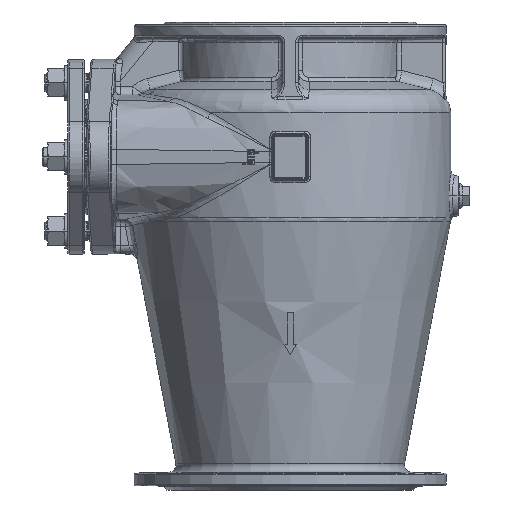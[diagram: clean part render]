
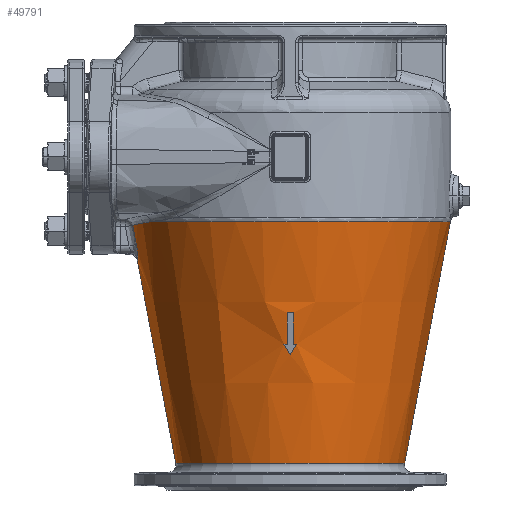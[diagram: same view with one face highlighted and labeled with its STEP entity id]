
A CAD part, front view. The second image highlights one B-rep face of the part: STEP entity #49791.
In plain terms, the highlighted conical face has half-angle 10.748 degrees and reference radius 176.061 mm.
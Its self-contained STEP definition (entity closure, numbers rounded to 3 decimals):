
#16791=DIRECTION('',(0.186,0.,0.982));
#16792=VECTOR('',#16791,315.444);
#16793=CARTESIAN_POINT('',(146.648,0.,
-392.683));
#16794=LINE('',#16793,#16792);
#16826=CARTESIAN_POINT('',(-195.914,0.,
-133.135));
#16832=DIRECTION('',(-0.186,0.,0.982));
#16833=VECTOR('',#16832,264.182);
#16834=CARTESIAN_POINT('',(-146.648,0.,
-392.683));
#16835=LINE('',#16834,#16833);
#17295=CARTESIAN_POINT('',(0.,0.,-392.683));
#17296=DIRECTION('',(0.,0.,1.));
#17297=DIRECTION('',(-1.,0.,0.));
#17298=AXIS2_PLACEMENT_3D('',#17295,#17296,#17297);
#17300=CARTESIAN_POINT('',(-195.415,-16.769,
-131.982));
#17301=CARTESIAN_POINT('',(-195.581,-13.978,
-132.367));
#17302=CARTESIAN_POINT('',(-195.831,-8.392,
-132.943));
#17303=CARTESIAN_POINT('',(-195.914,-2.798,
-133.135));
#17304=CARTESIAN_POINT('',(-195.914,0.,
-133.135));
#17306=CARTESIAN_POINT('',(-197.094,-33.36,
-112.153));
#17307=CARTESIAN_POINT('',(-196.768,-33.358,
-113.845));
#17308=CARTESIAN_POINT('',(-196.21,-32.958,
-117.099));
#17309=CARTESIAN_POINT('',(-195.605,-31.236,
-121.729));
#17310=CARTESIAN_POINT('',(-195.259,-28.569,
-125.673));
#17311=CARTESIAN_POINT('',(-195.133,-25.148,
-128.813));
#17312=CARTESIAN_POINT('',(-195.192,-21.115,
-131.017));
#17313=CARTESIAN_POINT('',(-195.326,-18.26,
-131.776));
#17314=CARTESIAN_POINT('',(-195.415,-16.769,
-131.982));
#17316=CARTESIAN_POINT('',(-201.819,-33.396,
-87.568));
#17317=CARTESIAN_POINT('',(-201.297,-33.392,
-90.286));
#17318=CARTESIAN_POINT('',(-200.25,-33.384,
-95.731));
#17319=CARTESIAN_POINT('',(-198.675,-33.373,
-103.925));
#17320=CARTESIAN_POINT('',(-197.622,-33.364,
-109.407));
#17321=CARTESIAN_POINT('',(-197.094,-33.36,
-112.153));
#17323=CARTESIAN_POINT('',(-178.032,-102.587,
-82.773));
#17324=CARTESIAN_POINT('',(-180.543,-98.049,
-83.248));
#17325=CARTESIAN_POINT('',(-185.148,-88.93,
-84.139));
#17326=CARTESIAN_POINT('',(-190.858,-75.286,
-85.281));
#17327=CARTESIAN_POINT('',(-195.491,-61.654,
-86.233));
#17328=CARTESIAN_POINT('',(-199.182,-47.813,
-87.006));
#17329=CARTESIAN_POINT('',(-201.049,-38.24,
-87.403));
#17330=CARTESIAN_POINT('',(-201.819,-33.396,
-87.568));
#17332=CARTESIAN_POINT('',(0.,0.,-82.773));
#17333=DIRECTION('',(0.,0.,1.));
#17334=DIRECTION('',(-0.866,-0.499,0.));
#17335=AXIS2_PLACEMENT_3D('',#17332,#17333,#17334);
#17337=CARTESIAN_POINT('',(0.,0.,-200.));
#17338=DIRECTION('',(0.,0.,1.));
#17339=DIRECTION('',(-0.022,-1.,0.));
#17340=AXIS2_PLACEMENT_3D('',#17337,#17338,#17339);
#17342=CARTESIAN_POINT('',(-4.,-175.584,-240.));
#17343=CARTESIAN_POINT('',(-4.,-176.846,-233.356));
#17344=CARTESIAN_POINT('',(-4.,-179.373,-220.045));
#17345=CARTESIAN_POINT('',(-4.,-181.909,-206.689));
#17346=CARTESIAN_POINT('',(-4.,-183.179,-200.));
#17348=CARTESIAN_POINT('',(0.,0.,-240.));
#17349=DIRECTION('',(0.,0.,1.));
#17350=DIRECTION('',(-0.046,-0.999,0.));
#17351=AXIS2_PLACEMENT_3D('',#17348,#17349,#17350);
#17353=CARTESIAN_POINT('',(-8.,-175.447,-240.));
#17354=CARTESIAN_POINT('',(-5.329,-174.69,
-244.627));
#17355=CARTESIAN_POINT('',(-2.662,-173.875,
-249.245));
#17356=CARTESIAN_POINT('',(0.,-172.999,
-253.856));
#17358=CARTESIAN_POINT('',(0.,-172.999,
-253.856));
#17359=CARTESIAN_POINT('',(2.662,-173.875,
-249.245));
#17360=CARTESIAN_POINT('',(5.329,-174.69,
-244.627));
#17361=CARTESIAN_POINT('',(8.,-175.447,-240.));
#17363=CARTESIAN_POINT('',(0.,0.,-240.));
#17364=DIRECTION('',(0.,0.,1.));
#17365=DIRECTION('',(0.023,-1.,0.));
#17366=AXIS2_PLACEMENT_3D('',#17363,#17364,#17365);
#17368=CARTESIAN_POINT('',(4.,-183.179,-200.));
#17369=CARTESIAN_POINT('',(4.,-181.909,-206.689));
#17370=CARTESIAN_POINT('',(4.,-179.373,-220.045));
#17371=CARTESIAN_POINT('',(4.,-176.846,-233.356));
#17372=CARTESIAN_POINT('',(4.,-175.584,-240.));
#23379=CARTESIAN_POINT('',(-4.,-183.179,-200.));
#23380=CARTESIAN_POINT('',(4.,-183.179,-200.));
#23381=VERTEX_POINT('',#23379);
#23382=VERTEX_POINT('',#23380);
#23383=VERTEX_POINT('',#17372);
#23384=CARTESIAN_POINT('',(8.,-175.447,-240.));
#23385=VERTEX_POINT('',#23384);
#23386=VERTEX_POINT('',#17358);
#23387=VERTEX_POINT('',#17353);
#23388=CARTESIAN_POINT('',(-4.,-175.584,-240.));
#23389=VERTEX_POINT('',#23388);
#26044=VERTEX_POINT('',#16826);
#26046=VERTEX_POINT('',#17300);
#26048=VERTEX_POINT('',#17306);
#26050=VERTEX_POINT('',#17316);
#26054=VERTEX_POINT('',#17323);
#26059=CARTESIAN_POINT('',(205.474,0.,
-82.773));
#26060=VERTEX_POINT('',#26059);
#26248=CARTESIAN_POINT('',(-146.648,0.,-392.683));
#26249=CARTESIAN_POINT('',(146.648,0.,
-392.683));
#26250=VERTEX_POINT('',#26248);
#26251=VERTEX_POINT('',#26249);
#49757=CARTESIAN_POINT('',(0.,0.,-237.728));
#49758=DIRECTION('',(0.,0.,1.));
#49759=DIRECTION('',(-1.,0.,0.));
#49760=AXIS2_PLACEMENT_3D('',#49757,#49758,#49759);
#49761=CONICAL_SURFACE('',#49760,176.061,10.748);
#49762=ORIENTED_EDGE('',*,*,#49751,.F.);
#49763=ORIENTED_EDGE('',*,*,#49589,.T.);
#49764=ORIENTED_EDGE('',*,*,#48290,.F.);
#49765=ORIENTED_EDGE('',*,*,#48341,.F.);
#49767=ORIENTED_EDGE('',*,*,#49766,.F.);
#49769=ORIENTED_EDGE('',*,*,#49768,.F.);
#49771=ORIENTED_EDGE('',*,*,#49770,.T.);
#49772=ORIENTED_EDGE('',*,*,#49581,.F.);
#49773=EDGE_LOOP('',(#49762,#49763,#49764,#49765,#49767,#49769,#49771,#49772));
#49774=FACE_OUTER_BOUND('',#49773,.F.);
#49776=ORIENTED_EDGE('',*,*,#49775,.F.);
#49778=ORIENTED_EDGE('',*,*,#49777,.F.);
#49780=ORIENTED_EDGE('',*,*,#49779,.F.);
#49782=ORIENTED_EDGE('',*,*,#49781,.T.);
#49784=ORIENTED_EDGE('',*,*,#49783,.T.);
#49786=ORIENTED_EDGE('',*,*,#49785,.F.);
#49788=ORIENTED_EDGE('',*,*,#49787,.F.);
#49789=EDGE_LOOP('',(#49776,#49778,#49780,#49782,#49784,#49786,#49788));
#49790=FACE_BOUND('',#49789,.F.);
#17299=CIRCLE('',#17298,146.648);
#17305=B_SPLINE_CURVE_WITH_KNOTS('',3,(#17300,#17301,#17302,#17303,#17304),
.UNSPECIFIED.,.F.,.F.,(4,1,4),(0.,0.5,1.),.UNSPECIFIED.);
#17315=B_SPLINE_CURVE_WITH_KNOTS('',3,(#17306,#17307,#17308,#17309,#17310,
#17311,#17312,#17313,#17314),.UNSPECIFIED.,.F.,.F.,(4,1,1,1,1,1,4),(0.,
0.167,0.333,0.5,0.667,0.833,
1.),.UNSPECIFIED.);
#17322=B_SPLINE_CURVE_WITH_KNOTS('',3,(#17316,#17317,#17318,#17319,#17320,
#17321),.UNSPECIFIED.,.F.,.F.,(4,1,1,4),(0.,0.333,
0.667,1.),.UNSPECIFIED.);
#17331=B_SPLINE_CURVE_WITH_KNOTS('',3,(#17323,#17324,#17325,#17326,#17327,
#17328,#17329,#17330),.UNSPECIFIED.,.F.,.F.,(4,1,1,1,1,4),(0.,0.2,0.4,
0.6,0.8,1.),.UNSPECIFIED.);
#17336=CIRCLE('',#17335,205.474);
#17341=CIRCLE('',#17340,183.222);
#17347=B_SPLINE_CURVE_WITH_KNOTS('',3,(#17342,#17343,#17344,#17345,#17346),
.UNSPECIFIED.,.F.,.F.,(4,1,4),(0.,0.5,1.),.UNSPECIFIED.);
#17352=CIRCLE('',#17351,175.63);
#17357=B_SPLINE_CURVE_WITH_KNOTS('',3,(#17353,#17354,#17355,#17356),
.UNSPECIFIED.,.F.,.F.,(4,4),(0.,1.),.UNSPECIFIED.);
#17362=B_SPLINE_CURVE_WITH_KNOTS('',3,(#17358,#17359,#17360,#17361),
.UNSPECIFIED.,.F.,.F.,(4,4),(0.,1.),.UNSPECIFIED.);
#17367=CIRCLE('',#17366,175.63);
#17373=B_SPLINE_CURVE_WITH_KNOTS('',3,(#17368,#17369,#17370,#17371,#17372),
.UNSPECIFIED.,.F.,.F.,(4,1,4),(0.,0.5,1.),.UNSPECIFIED.);
#48290=EDGE_CURVE('',#26046,#26044,#17305,.T.);
#48341=EDGE_CURVE('',#26048,#26046,#17315,.T.);
#49581=EDGE_CURVE('',#26251,#26060,#16794,.T.);
#49589=EDGE_CURVE('',#26250,#26044,#16835,.T.);
#49751=EDGE_CURVE('',#26250,#26251,#17299,.T.);
#49766=EDGE_CURVE('',#26050,#26048,#17322,.T.);
#49768=EDGE_CURVE('',#26054,#26050,#17331,.T.);
#49770=EDGE_CURVE('',#26054,#26060,#17336,.T.);
#49775=EDGE_CURVE('',#23381,#23382,#17341,.T.);
#49777=EDGE_CURVE('',#23389,#23381,#17347,.T.);
#49779=EDGE_CURVE('',#23387,#23389,#17352,.T.);
#49781=EDGE_CURVE('',#23387,#23386,#17357,.T.);
#49783=EDGE_CURVE('',#23386,#23385,#17362,.T.);
#49785=EDGE_CURVE('',#23383,#23385,#17367,.T.);
#49787=EDGE_CURVE('',#23382,#23383,#17373,.T.);
#49791=ADVANCED_FACE('',(#49774,#49790),#49761,.T.);
